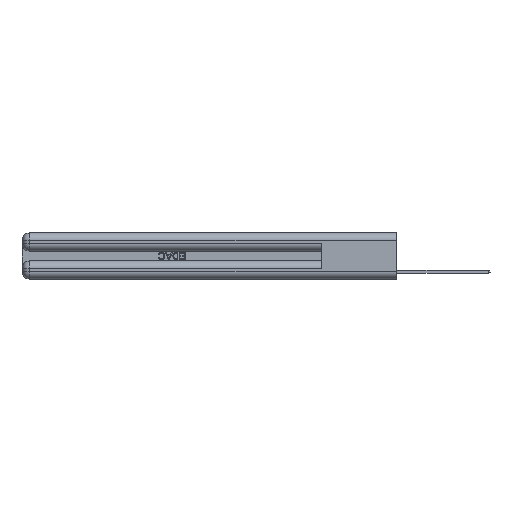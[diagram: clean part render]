
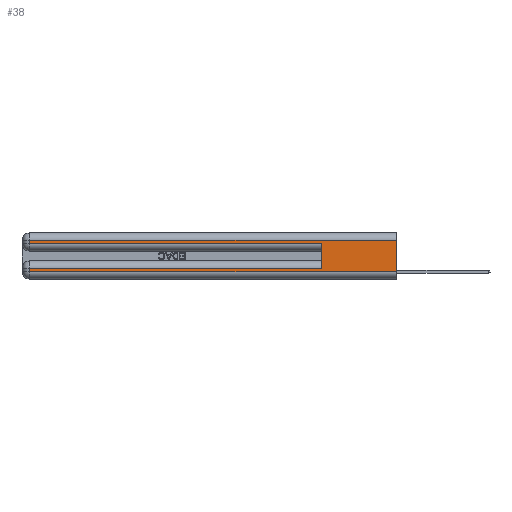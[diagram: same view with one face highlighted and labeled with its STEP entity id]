
A CAD part, left-side view. The second image highlights one B-rep face of the part: STEP entity #38.
In plain terms, the highlighted planar face has unit normal (-1, 0, 0).
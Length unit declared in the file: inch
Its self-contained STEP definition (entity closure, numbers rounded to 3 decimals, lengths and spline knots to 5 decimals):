
#38 = ADVANCED_FACE ( 'NONE', ( #24076 ), #11906, .F. ) ;
#853 = DIRECTION ( 'NONE',  ( 0., 0., -1. ) ) ;
#2431 = VECTOR ( 'NONE', #10271, 39.37008 ) ;
#3001 = VERTEX_POINT ( 'NONE', #12814 ) ;
#3147 = DIRECTION ( 'NONE',  ( 0., 1., 0. ) ) ;
#3211 = CARTESIAN_POINT ( 'NONE',  ( 0., 2.94, 0.37 ) ) ;
#3640 = ORIENTED_EDGE ( 'NONE', *, *, #28522, .F. ) ;
#3684 = VECTOR ( 'NONE', #13884, 39.37008 ) ;
#4217 = CARTESIAN_POINT ( 'NONE',  ( 0., 0., 0.37 ) ) ;
#4667 = LINE ( 'NONE', #7391, #2431 ) ;
#5337 = CARTESIAN_POINT ( 'NONE',  ( 0., 0., 0.285 ) ) ;
#5758 = LINE ( 'NONE', #3211, #27915 ) ;
#5788 = VERTEX_POINT ( 'NONE', #12128 ) ;
#6269 = AXIS2_PLACEMENT_3D ( 'NONE', #4217, #14148, #21679 ) ;
#6758 = VERTEX_POINT ( 'NONE', #13867 ) ;
#6846 = CARTESIAN_POINT ( 'NONE',  ( 0., 0., 0.31 ) ) ;
#7391 = CARTESIAN_POINT ( 'NONE',  ( 0., 0., 0.06 ) ) ;
#8111 = VERTEX_POINT ( 'NONE', #13179 ) ;
#8619 = EDGE_CURVE ( 'NONE', #5788, #9399, #15471, .T. ) ;
#8678 = ORIENTED_EDGE ( 'NONE', *, *, #20032, .T. ) ;
#8756 = LINE ( 'NONE', #25741, #3684 ) ;
#9399 = VERTEX_POINT ( 'NONE', #21763 ) ;
#9506 = ORIENTED_EDGE ( 'NONE', *, *, #24769, .T. ) ;
#10271 = DIRECTION ( 'NONE',  ( 0., -1., 0. ) ) ;
#10457 = EDGE_CURVE ( 'NONE', #18565, #3001, #26834, .T. ) ;
#10630 = CARTESIAN_POINT ( 'NONE',  ( 0., 0., 0.37 ) ) ;
#11131 = ORIENTED_EDGE ( 'NONE', *, *, #25593, .F. ) ;
#11906 = PLANE ( 'NONE',  #6269 ) ;
#12128 = CARTESIAN_POINT ( 'NONE',  ( 0., 0.6, 0.085 ) ) ;
#12227 = VERTEX_POINT ( 'NONE', #30396 ) ;
#12546 = EDGE_LOOP ( 'NONE', ( #11131, #17586, #20053, #24616, #3640, #21848, #8678, #9506 ) ) ;
#12814 = CARTESIAN_POINT ( 'NONE',  ( 0., 0.6, 0.285 ) ) ;
#13179 = CARTESIAN_POINT ( 'NONE',  ( 0., 0., 0.31 ) ) ;
#13641 = DIRECTION ( 'NONE',  ( 0., 0., -1. ) ) ;
#13867 = CARTESIAN_POINT ( 'NONE',  ( 0., 2.94, 0.06 ) ) ;
#13884 = DIRECTION ( 'NONE',  ( 0., 0., 1. ) ) ;
#14148 = DIRECTION ( 'NONE',  ( 1., 0., 0. ) ) ;
#15436 = CARTESIAN_POINT ( 'NONE',  ( 0., 0., 0.06 ) ) ;
#15471 = LINE ( 'NONE', #24952, #23943 ) ;
#16032 = LINE ( 'NONE', #30769, #21011 ) ;
#16070 = LINE ( 'NONE', #10630, #23959 ) ;
#17474 = DIRECTION ( 'NONE',  ( 0., 0., -1. ) ) ;
#17586 = ORIENTED_EDGE ( 'NONE', *, *, #26713, .T. ) ;
#18565 = VERTEX_POINT ( 'NONE', #30411 ) ;
#20032 = EDGE_CURVE ( 'NONE', #9399, #6758, #16032, .T. ) ;
#20053 = ORIENTED_EDGE ( 'NONE', *, *, #22934, .T. ) ;
#21011 = VECTOR ( 'NONE', #13641, 39.37008 ) ;
#21679 = DIRECTION ( 'NONE',  ( 0., 0., -1. ) ) ;
#21763 = CARTESIAN_POINT ( 'NONE',  ( 0., 2.94, 0.085 ) ) ;
#21848 = ORIENTED_EDGE ( 'NONE', *, *, #8619, .T. ) ;
#22397 = DIRECTION ( 'NONE',  ( 0., 1., 0. ) ) ;
#22934 = EDGE_CURVE ( 'NONE', #12227, #18565, #5758, .T. ) ;
#23424 = VECTOR ( 'NONE', #22397, 39.37008 ) ;
#23452 = VECTOR ( 'NONE', #27314, 39.37008 ) ;
#23943 = VECTOR ( 'NONE', #3147, 39.37008 ) ;
#23959 = VECTOR ( 'NONE', #853, 39.37008 ) ;
#24076 = FACE_OUTER_BOUND ( 'NONE', #12546, .T. ) ;
#24616 = ORIENTED_EDGE ( 'NONE', *, *, #10457, .T. ) ;
#24769 = EDGE_CURVE ( 'NONE', #6758, #28768, #4667, .T. ) ;
#24952 = CARTESIAN_POINT ( 'NONE',  ( 0., 0., 0.085 ) ) ;
#25593 = EDGE_CURVE ( 'NONE', #8111, #28768, #16070, .T. ) ;
#25741 = CARTESIAN_POINT ( 'NONE',  ( 0., 0.6, 0.145 ) ) ;
#26713 = EDGE_CURVE ( 'NONE', #8111, #12227, #30726, .T. ) ;
#26834 = LINE ( 'NONE', #5337, #23452 ) ;
#27314 = DIRECTION ( 'NONE',  ( 0., -1., 0. ) ) ;
#27915 = VECTOR ( 'NONE', #17474, 39.37008 ) ;
#28522 = EDGE_CURVE ( 'NONE', #5788, #3001, #8756, .T. ) ;
#28768 = VERTEX_POINT ( 'NONE', #15436 ) ;
#30396 = CARTESIAN_POINT ( 'NONE',  ( 0., 2.94, 0.31 ) ) ;
#30411 = CARTESIAN_POINT ( 'NONE',  ( 0., 2.94, 0.285 ) ) ;
#30726 = LINE ( 'NONE', #6846, #23424 ) ;
#30769 = CARTESIAN_POINT ( 'NONE',  ( 0., 2.94, 0.37 ) ) ;
